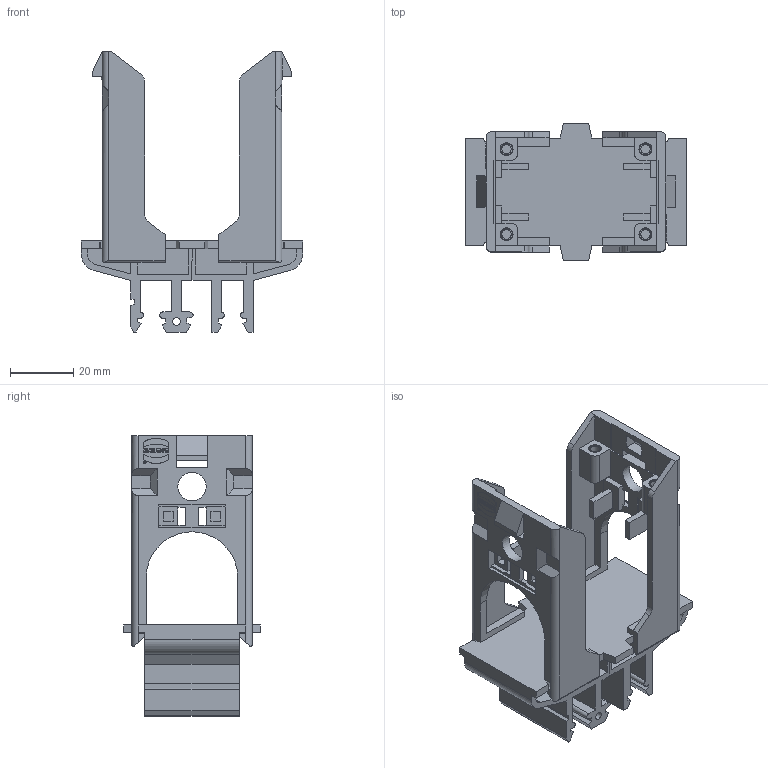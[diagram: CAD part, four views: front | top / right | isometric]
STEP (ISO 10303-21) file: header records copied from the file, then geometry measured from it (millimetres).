
FILE_DESCRIPTION(/* description */ (''),/* implementation_level */ '2;1');
FILE_NAME(/* name */ '100225099ugm000_c.stp',/* time_stamp */ '2018-03-22T13:20:44+01:00',/* author */ (''),/* organization */ (''),/* preprocessor_version */ 'ST-DEVELOPER v16',/* originating_system */ 'SIEMENS PLM Software NX 10.0',/* authorisation */ '');
FILE_SCHEMA (('AUTOMOTIVE_DESIGN { 1 0 10303 214 3 1 1 1 }'));
Length unit declared in the file: millimetre
Products named in the file (1): 100225099ugm000_c
Bounding box: 70 x 43.2 x 89 mm (x, y, z)
Volume: 36284.9 mm3; surface area: 33632.9 mm2
Topology: 3 solids, 3 shells, 652 faces, 1788 edges, 1186 vertices
Faces by surface type: plane 575, cylinder 55, bspline 18, cone 4
Full cylindrical faces by diameter (mm): 0.603 x2, 0.789 x2, 2.5 x1, 3 x4, 3.25 x4, 9 x2
Entity records: 24711 total; most frequent: CARTESIAN_POINT 4594, ORIENTED_EDGE 3526, DIRECTION 3107, EDGE_CURVE 1763, LINE 1609, VECTOR 1609, VERTEX_POINT 1178, AXIS2_PLACEMENT_3D 749
